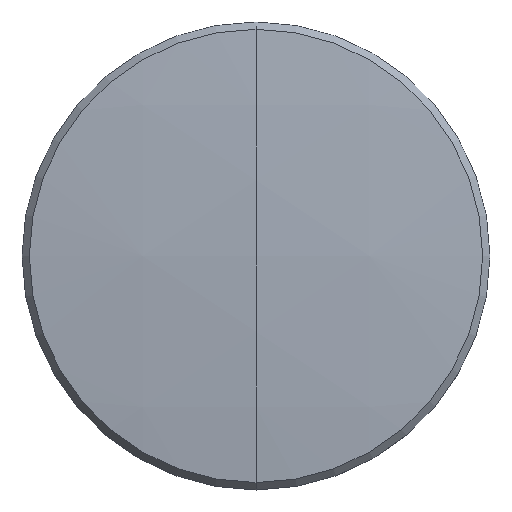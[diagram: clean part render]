
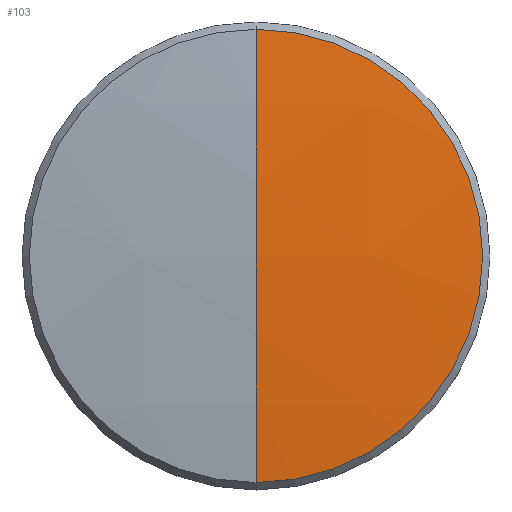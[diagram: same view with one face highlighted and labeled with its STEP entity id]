
A CAD part, top view. The second image highlights one B-rep face of the part: STEP entity #103.
In plain terms, the highlighted spherical face has radius 60.078 mm.
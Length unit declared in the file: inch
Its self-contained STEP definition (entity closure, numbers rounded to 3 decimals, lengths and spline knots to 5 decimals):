
#28 = EDGE_LOOP ( 'NONE', ( #140, #72, #42 ) ) ;
#39 = DIRECTION ( 'NONE',  ( -1., 0., 0. ) ) ;
#42 = ORIENTED_EDGE ( 'NONE', *, *, #133, .T. ) ;
#45 = AXIS2_PLACEMENT_3D ( 'NONE', #229, #107, #184 ) ;
#55 = CARTESIAN_POINT ( 'NONE',  ( 0., -0.24218, 0.03363 ) ) ;
#58 = EDGE_CURVE ( 'NONE', #265, #89, #301, .T. ) ;
#67 = CARTESIAN_POINT ( 'NONE',  ( 0., 0., -2.31921 ) ) ;
#72 = ORIENTED_EDGE ( 'NONE', *, *, #197, .T. ) ;
#73 = AXIS2_PLACEMENT_3D ( 'NONE', #257, #113, #282 ) ;
#89 = VERTEX_POINT ( 'NONE', #255 ) ;
#91 = DIRECTION ( 'NONE',  ( 0., 1., 0. ) ) ;
#103 = ADVANCED_FACE ( 'NONE', ( #281 ), #175, .T. ) ;
#107 = DIRECTION ( 'NONE',  ( 1., 0., 0. ) ) ;
#113 = DIRECTION ( 'NONE',  ( 0., 0., 1. ) ) ;
#133 = EDGE_CURVE ( 'NONE', #242, #89, #213, .T. ) ;
#134 = AXIS2_PLACEMENT_3D ( 'NONE', #67, #234, #91 ) ;
#140 = ORIENTED_EDGE ( 'NONE', *, *, #58, .F. ) ;
#148 = CIRCLE ( 'NONE', #134, 2.36528 ) ;
#149 = CARTESIAN_POINT ( 'NONE',  ( 0., 0., 0.04606 ) ) ;
#175 = SPHERICAL_SURFACE ( 'NONE', #45, 2.36528 ) ;
#180 = CARTESIAN_POINT ( 'NONE',  ( 0., 0., -2.31921 ) ) ;
#184 = DIRECTION ( 'NONE',  ( 0., 1., 0. ) ) ;
#197 = EDGE_CURVE ( 'NONE', #265, #242, #148, .T. ) ;
#208 = DIRECTION ( 'NONE',  ( 0., 0., 1. ) ) ;
#213 = CIRCLE ( 'NONE', #73, 0.24218 ) ;
#229 = CARTESIAN_POINT ( 'NONE',  ( 0., 0., -2.31921 ) ) ;
#234 = DIRECTION ( 'NONE',  ( 1., 0., 0. ) ) ;
#242 = VERTEX_POINT ( 'NONE', #55 ) ;
#255 = CARTESIAN_POINT ( 'NONE',  ( 0., 0.24218, 0.03363 ) ) ;
#257 = CARTESIAN_POINT ( 'NONE',  ( 0., 0., 0.03363 ) ) ;
#258 = AXIS2_PLACEMENT_3D ( 'NONE', #180, #39, #208 ) ;
#265 = VERTEX_POINT ( 'NONE', #149 ) ;
#281 = FACE_OUTER_BOUND ( 'NONE', #28, .T. ) ;
#282 = DIRECTION ( 'NONE',  ( 0., 1., 0. ) ) ;
#301 = CIRCLE ( 'NONE', #258, 2.36528 ) ;
